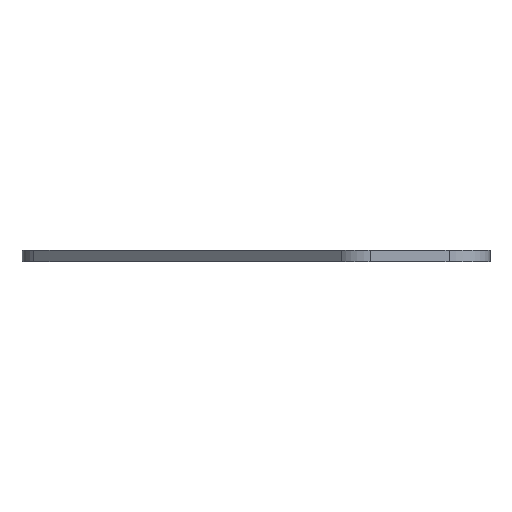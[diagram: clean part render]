
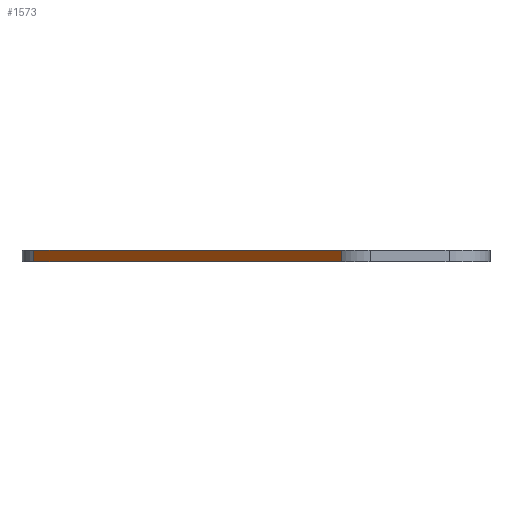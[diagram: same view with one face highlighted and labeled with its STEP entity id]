
A CAD part, left-side view. The second image highlights one B-rep face of the part: STEP entity #1573.
In plain terms, the highlighted planar face has unit normal (-0.707, 0.707, 0).
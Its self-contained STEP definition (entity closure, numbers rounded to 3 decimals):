
#228=CARTESIAN_POINT('',(-18.975,-7.275,-0.5));
#229=VERTEX_POINT('',#228);
#237=CARTESIAN_POINT('',(7.275,18.975,-0.5));
#238=VERTEX_POINT('',#237);
#239=CARTESIAN_POINT('',(7.275,18.975,-0.5));
#240=DIRECTION('',(-0.707,-0.707,0.0));
#241=VECTOR('',#240,37.123);
#242=LINE('',#239,#241);
#243=EDGE_CURVE('',#238,#229,#242,.T.);
#601=CARTESIAN_POINT('',(7.275,18.975,0.5));
#602=VERTEX_POINT('',#601);
#610=CARTESIAN_POINT('',(-18.975,-7.275,0.5));
#611=VERTEX_POINT('',#610);
#612=CARTESIAN_POINT('',(-18.975,-7.275,0.5));
#613=DIRECTION('',(0.707,0.707,0.0));
#614=VECTOR('',#613,37.123);
#615=LINE('',#612,#614);
#616=EDGE_CURVE('',#611,#602,#615,.T.);
#878=CARTESIAN_POINT('',(7.275,18.975,-0.5));
#879=DIRECTION('',(0.0,0.0,1.0));
#880=VECTOR('',#879,1.0);
#881=LINE('',#878,#880);
#882=EDGE_CURVE('',#238,#602,#881,.T.);
#936=CARTESIAN_POINT('',(-18.975,-7.275,0.5));
#937=DIRECTION('',(0.0,0.0,-1.0));
#938=VECTOR('',#937,1.0);
#939=LINE('',#936,#938);
#940=EDGE_CURVE('',#611,#229,#939,.T.);
#1562=CARTESIAN_POINT('',(-20.,-8.3,0.0));
#1563=DIRECTION('',(-0.707,0.707,0.0));
#1564=DIRECTION('',(0.0,0.0,1.0));
#1565=AXIS2_PLACEMENT_3D('',#1562,#1563,#1564);
#1566=PLANE('',#1565);
#1567=ORIENTED_EDGE('',*,*,#882,.F.);
#1568=ORIENTED_EDGE('',*,*,#243,.T.);
#1569=ORIENTED_EDGE('',*,*,#940,.F.);
#1570=ORIENTED_EDGE('',*,*,#616,.T.);
#1571=EDGE_LOOP('',(#1567,#1568,#1569,#1570));
#1572=FACE_OUTER_BOUND('',#1571,.T.);
#1573=ADVANCED_FACE('',(#1572),#1566,.T.);
